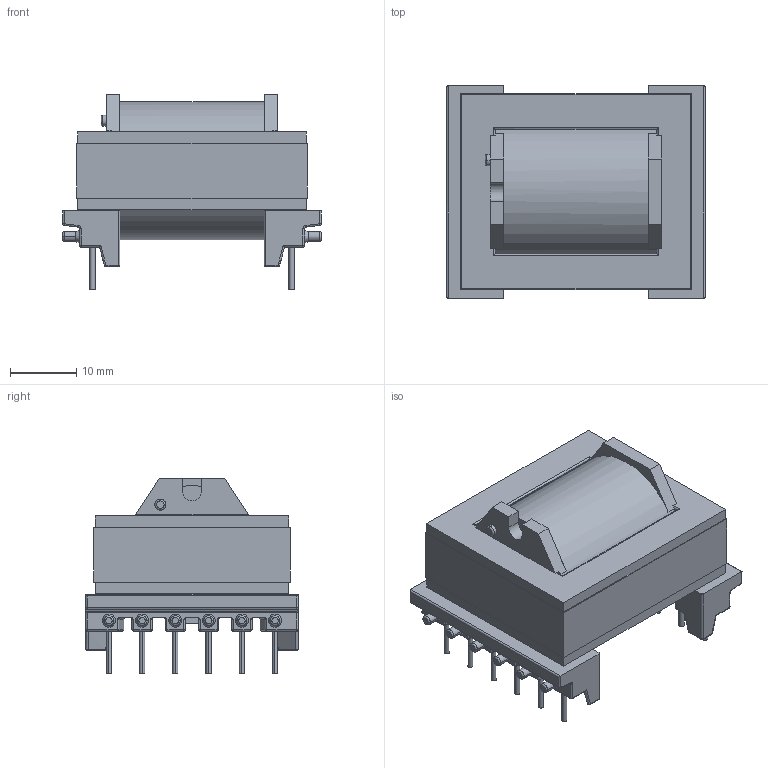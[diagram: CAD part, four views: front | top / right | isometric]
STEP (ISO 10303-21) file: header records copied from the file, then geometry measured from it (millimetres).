
FILE_DESCRIPTION(/* description */ ('Unknown'),/* implementation_level */ '2;1');
FILE_NAME(/* name */ 'T_Wurth_WE-OLTI-ER28_17_7508113417',/* time_stamp */ '2025-10-20T14:49:57+08:00',/* author */ ('Unknown'),/* organization */ ('Unknown'),/* preprocessor_version */ 'ST-DEVELOPER v19.4',/* originating_system */ 'Solid Edge',/* authorisation */ 'Unknown');
FILE_SCHEMA (('AUTOMOTIVE_DESIGN {1 0 10303 214 3 1 1}'));
Length unit declared in the file: millimetre
Products named in the file (2): T_Wurth_WE-OLTI-ER28_17_7508113417
Assembly tree (1 placements, depth 2):
  T_Wurth_WE-OLTI-ER28_17_7508113417
    T_Wurth_WE-OLTI-ER28_17_7508113417
Bounding box: 39 x 32 x 29.5 mm (x, y, z)
Volume: 16671.4 mm3; surface area: 10487.6 mm2
Topology: 2 solids, 2 shells, 563 faces, 1329 edges, 755 vertices
Faces by surface type: cylinder 241, plane 151, torus 69, sphere 46, bspline 32, cone 24
Full cylindrical faces by diameter (mm): 20.8 x1
Entity records: 20899 total; most frequent: CARTESIAN_POINT 4357, DIRECTION 2740, ORIENTED_EDGE 2568, EDGE_CURVE 1284, AXIS2_PLACEMENT_3D 1072, VERTEX_POINT 753, EDGE_LOOP 597, FACE_BOUND 597
